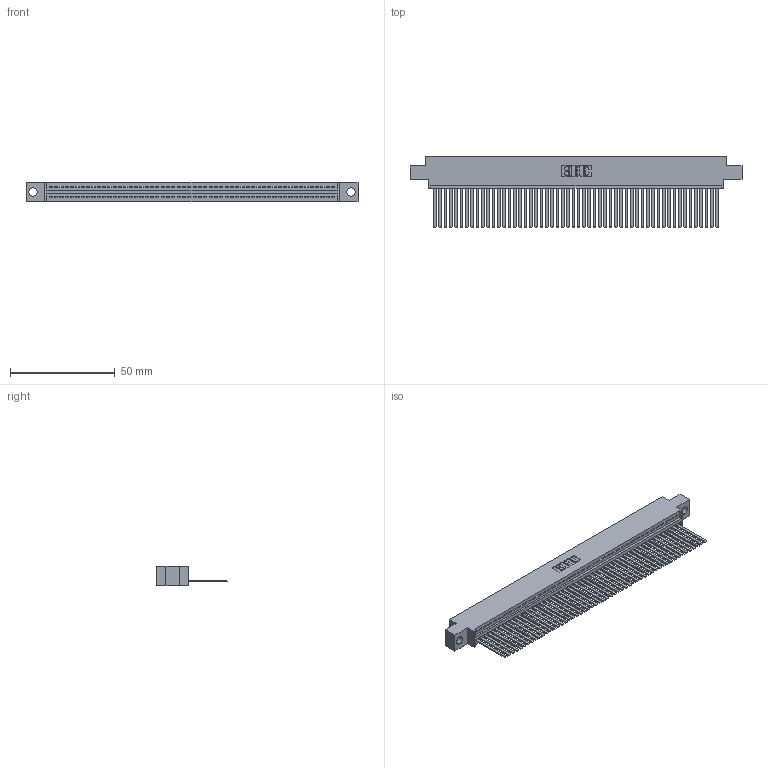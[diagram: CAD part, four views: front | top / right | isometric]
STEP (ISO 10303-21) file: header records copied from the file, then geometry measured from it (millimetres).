
FILE_DESCRIPTION (( 'STEP AP203' ), '1' );
FILE_NAME ('345-054-544-604.STEP', '2021-05-28T15:33:07', ( '' ), ( '' ), 'SwSTEP 2.0', 'SolidWorks 2020', '' );
FILE_SCHEMA (( 'CONFIG_CONTROL_DESIGN' ));
Length unit declared in the file: inch
Products named in the file (3): 345-054-544-604; 345 Part_0.170 Offset - 0.156 Dia-TI; 345-292-001_345-293-144
Assembly tree (55 placements, depth 2):
  345-054-544-604
    345 Part_0.170 Offset - 0.156 Dia-TI
    345-292-001_345-293-144  x54
Bounding box: 158.37 x 33.96 x 9.4 mm (x, y, z)
Volume: 15546.4 mm3; surface area: 22669.4 mm2
Topology: 55 solids, 55 shells, 2952 faces, 8921 edges, 5874 vertices
Faces by surface type: plane 2042, cylinder 910
Entity records: 39393 total; most frequent: CARTESIAN_POINT 6832, ORIENTED_EDGE 6818, DIRECTION 5945, EDGE_CURVE 3409, LINE 3065, VECTOR 3065, VERTEX_POINT 2270, AXIS2_PLACEMENT_3D 1440
